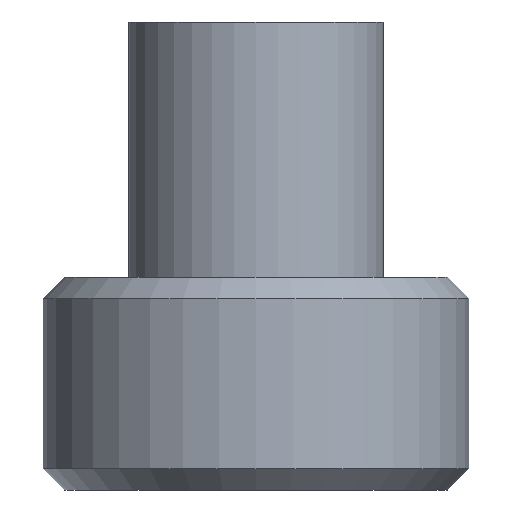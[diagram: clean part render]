
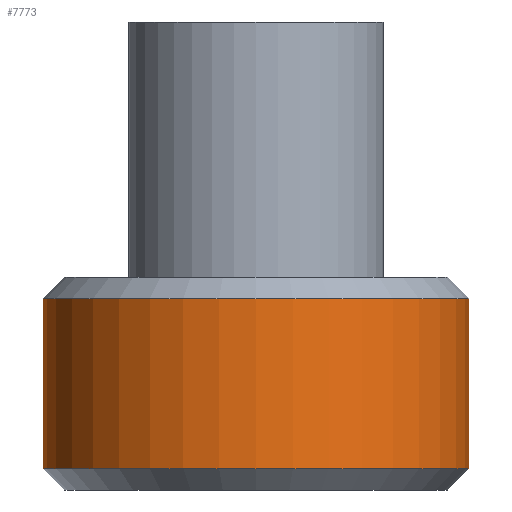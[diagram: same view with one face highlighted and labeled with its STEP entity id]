
A CAD part, left-side view. The second image highlights one B-rep face of the part: STEP entity #7773.
In plain terms, the highlighted cylindrical face has radius 10 mm (diameter 20 mm), a full revolution.
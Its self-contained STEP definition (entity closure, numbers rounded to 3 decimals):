
#43=CYLINDRICAL_SURFACE('',#8135,10.);
#87=CIRCLE('',#8132,10.);
#88=CIRCLE('',#8133,10.);
#90=CIRCLE('',#8136,10.);
#91=CIRCLE('',#8137,10.);
#144=FACE_BOUND('',#1587,.T.);
#503=B_SPLINE_CURVE_WITH_KNOTS('',3,(#14121,#14122,#14123,#14124,#14125,
#14126,#14127,#14128,#14129,#14130,#14131,#14132,#14133,#14134,#14135,#14136,
#14137,#14138),.UNSPECIFIED.,.F.,.F.,(4,2,2,2,2,2,2,2,4),(0.,0.038,
0.075,0.113,0.151,0.188,
0.226,0.264,0.302),.UNSPECIFIED.);
#504=B_SPLINE_CURVE_WITH_KNOTS('',3,(#14139,#14140,#14141,#14142,#14143,
#14144,#14145,#14146,#14147,#14148,#14149,#14150,#14151,#14152,#14153,#14154,
#14155,#14156),.UNSPECIFIED.,.F.,.F.,(4,2,2,2,2,2,2,2,4),(0.302,
0.339,0.377,0.415,0.452,
0.49,0.528,0.565,0.603),
 .UNSPECIFIED.);
#1107=FACE_OUTER_BOUND('',#1586,.T.);
#1586=EDGE_LOOP('',(#7102,#7103,#7104,#7105,#7106,#7107));
#1587=EDGE_LOOP('',(#7108,#7109));
#2310=LINE('',#14177,#3029);
#3029=VECTOR('',#9438,10.);
#3764=VERTEX_POINT('',#14118);
#3765=VERTEX_POINT('',#14120);
#3768=VERTEX_POINT('',#14165);
#3769=VERTEX_POINT('',#14166);
#3771=VERTEX_POINT('',#14173);
#3772=VERTEX_POINT('',#14174);
#4875=EDGE_CURVE('',#3765,#3764,#503,.T.);
#4876=EDGE_CURVE('',#3764,#3765,#504,.T.);
#4880=EDGE_CURVE('',#3768,#3769,#87,.T.);
#4881=EDGE_CURVE('',#3769,#3768,#88,.T.);
#4884=EDGE_CURVE('',#3771,#3772,#90,.T.);
#4885=EDGE_CURVE('',#3772,#3771,#91,.T.);
#4886=EDGE_CURVE('',#3772,#3769,#2310,.T.);
#7102=ORIENTED_EDGE('',*,*,#4884,.F.);
#7103=ORIENTED_EDGE('',*,*,#4885,.F.);
#7104=ORIENTED_EDGE('',*,*,#4886,.T.);
#7105=ORIENTED_EDGE('',*,*,#4880,.F.);
#7106=ORIENTED_EDGE('',*,*,#4881,.F.);
#7107=ORIENTED_EDGE('',*,*,#4886,.F.);
#7108=ORIENTED_EDGE('',*,*,#4875,.T.);
#7109=ORIENTED_EDGE('',*,*,#4876,.T.);
#7773=ADVANCED_FACE('',(#1107,#144),#43,.T.);
#8132=AXIS2_PLACEMENT_3D('',#14167,#9425,#9426);
#8133=AXIS2_PLACEMENT_3D('',#14168,#9427,#9428);
#8135=AXIS2_PLACEMENT_3D('',#14172,#9432,#9433);
#8136=AXIS2_PLACEMENT_3D('',#14175,#9434,#9435);
#8137=AXIS2_PLACEMENT_3D('',#14176,#9436,#9437);
#9425=DIRECTION('center_axis',(0.,0.,-1.));
#9426=DIRECTION('ref_axis',(-1.,0.,0.));
#9427=DIRECTION('center_axis',(0.,0.,-1.));
#9428=DIRECTION('ref_axis',(-1.,0.,0.));
#9432=DIRECTION('center_axis',(0.,0.,1.));
#9433=DIRECTION('ref_axis',(1.,0.,0.));
#9434=DIRECTION('center_axis',(0.,0.,1.));
#9435=DIRECTION('ref_axis',(-1.,0.,0.));
#9436=DIRECTION('center_axis',(0.,0.,1.));
#9437=DIRECTION('ref_axis',(-1.,0.,0.));
#9438=DIRECTION('',(0.,0.,-1.));
#14118=CARTESIAN_POINT('',(9.95,-1.,2.5));
#14120=CARTESIAN_POINT('',(9.95,1.,2.5));
#14121=CARTESIAN_POINT('Ctrl Pts',(9.95,1.,2.5));
#14122=CARTESIAN_POINT('Ctrl Pts',(9.95,1.,2.374));
#14123=CARTESIAN_POINT('Ctrl Pts',(9.952,0.975,2.24));
#14124=CARTESIAN_POINT('Ctrl Pts',(9.962,0.873,1.994));
#14125=CARTESIAN_POINT('Ctrl Pts',(9.969,0.796,1.882));
#14126=CARTESIAN_POINT('Ctrl Pts',(9.981,0.618,1.704));
#14127=CARTESIAN_POINT('Ctrl Pts',(9.988,0.506,1.627));
#14128=CARTESIAN_POINT('Ctrl Pts',(9.997,0.26,1.525));
#14129=CARTESIAN_POINT('Ctrl Pts',(10.,0.126,1.5));
#14130=CARTESIAN_POINT('Ctrl Pts',(10.,-0.126,1.5));
#14131=CARTESIAN_POINT('Ctrl Pts',(9.997,-0.26,
1.525));
#14132=CARTESIAN_POINT('Ctrl Pts',(9.988,-0.506,1.627));
#14133=CARTESIAN_POINT('Ctrl Pts',(9.981,-0.618,
1.704));
#14134=CARTESIAN_POINT('Ctrl Pts',(9.969,-0.796,
1.882));
#14135=CARTESIAN_POINT('Ctrl Pts',(9.962,-0.873,
1.994));
#14136=CARTESIAN_POINT('Ctrl Pts',(9.952,-0.975,2.24));
#14137=CARTESIAN_POINT('Ctrl Pts',(9.95,-1.,2.374));
#14138=CARTESIAN_POINT('Ctrl Pts',(9.95,-1.,2.5));
#14139=CARTESIAN_POINT('Ctrl Pts',(9.95,-1.,2.5));
#14140=CARTESIAN_POINT('Ctrl Pts',(9.95,-1.,2.626));
#14141=CARTESIAN_POINT('Ctrl Pts',(9.952,-0.975,2.76));
#14142=CARTESIAN_POINT('Ctrl Pts',(9.962,-0.873,
3.006));
#14143=CARTESIAN_POINT('Ctrl Pts',(9.969,-0.796,
3.118));
#14144=CARTESIAN_POINT('Ctrl Pts',(9.981,-0.618,
3.296));
#14145=CARTESIAN_POINT('Ctrl Pts',(9.988,-0.506,3.373));
#14146=CARTESIAN_POINT('Ctrl Pts',(9.997,-0.26,
3.475));
#14147=CARTESIAN_POINT('Ctrl Pts',(10.,-0.126,3.5));
#14148=CARTESIAN_POINT('Ctrl Pts',(10.,0.126,3.5));
#14149=CARTESIAN_POINT('Ctrl Pts',(9.997,0.26,3.475));
#14150=CARTESIAN_POINT('Ctrl Pts',(9.988,0.506,3.373));
#14151=CARTESIAN_POINT('Ctrl Pts',(9.981,0.618,3.296));
#14152=CARTESIAN_POINT('Ctrl Pts',(9.969,0.796,3.118));
#14153=CARTESIAN_POINT('Ctrl Pts',(9.962,0.873,3.006));
#14154=CARTESIAN_POINT('Ctrl Pts',(9.952,0.975,2.76));
#14155=CARTESIAN_POINT('Ctrl Pts',(9.95,1.,2.626));
#14156=CARTESIAN_POINT('Ctrl Pts',(9.95,1.,2.5));
#14165=CARTESIAN_POINT('',(10.,0.,1.));
#14166=CARTESIAN_POINT('',(-10.,0.,1.));
#14167=CARTESIAN_POINT('Origin',(0.,0.,1.));
#14168=CARTESIAN_POINT('Origin',(0.,0.,1.));
#14172=CARTESIAN_POINT('Origin',(0.,0.,0.));
#14173=CARTESIAN_POINT('',(10.,0.,9.));
#14174=CARTESIAN_POINT('',(-10.,0.,9.));
#14175=CARTESIAN_POINT('Origin',(0.,0.,9.));
#14176=CARTESIAN_POINT('Origin',(0.,0.,9.));
#14177=CARTESIAN_POINT('',(-10.,0.,0.));
